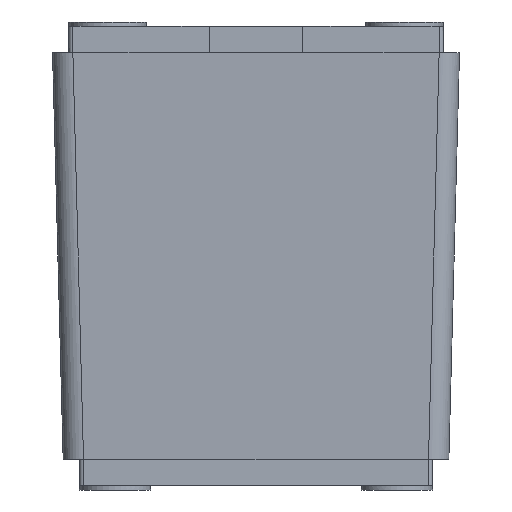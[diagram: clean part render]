
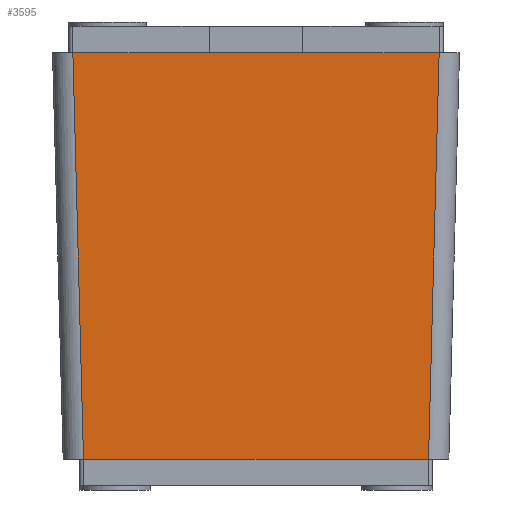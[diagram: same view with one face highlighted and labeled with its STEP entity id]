
A CAD part, left-side view. The second image highlights one B-rep face of the part: STEP entity #3595.
In plain terms, the highlighted planar face has unit normal (-1, 0, -0.026).
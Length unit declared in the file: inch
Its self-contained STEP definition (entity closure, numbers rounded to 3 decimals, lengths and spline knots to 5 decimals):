
#152=PLANE('',#3997);
#409=FACE_OUTER_BOUND('',#619,.T.);
#619=EDGE_LOOP('',(#3256,#3257,#3258,#3259,#3260,#3261));
#761=LINE('',#6309,#1029);
#765=LINE('',#6325,#1033);
#870=LINE('',#7109,#1138);
#893=LINE('',#7231,#1161);
#894=LINE('',#7232,#1162);
#895=LINE('',#7233,#1163);
#1029=VECTOR('',#4569,0.26379);
#1033=VECTOR('',#4581,0.26379);
#1138=VECTOR('',#4940,0.78794);
#1161=VECTOR('',#5001,0.78794);
#1162=VECTOR('',#5002,0.66745);
#1163=VECTOR('',#5003,0.1811);
#1641=VERTEX_POINT('',#6306);
#1642=VERTEX_POINT('',#6308);
#1649=VERTEX_POINT('',#6322);
#1650=VERTEX_POINT('',#6324);
#1728=VERTEX_POINT('',#7108);
#1736=VERTEX_POINT('',#7230);
#2063=EDGE_CURVE('',#1641,#1642,#761,.T.);
#2071=EDGE_CURVE('',#1649,#1650,#765,.T.);
#2237=EDGE_CURVE('',#1728,#1642,#870,.T.);
#2263=EDGE_CURVE('',#1736,#1649,#893,.T.);
#2264=EDGE_CURVE('',#1736,#1728,#894,.T.);
#2265=EDGE_CURVE('',#1650,#1641,#895,.T.);
#3256=ORIENTED_EDGE('',*,*,#2071,.F.);
#3257=ORIENTED_EDGE('',*,*,#2263,.F.);
#3258=ORIENTED_EDGE('',*,*,#2264,.T.);
#3259=ORIENTED_EDGE('',*,*,#2237,.T.);
#3260=ORIENTED_EDGE('',*,*,#2063,.F.);
#3261=ORIENTED_EDGE('',*,*,#2265,.F.);
#3595=ADVANCED_FACE('',(#409),#152,.T.);
#3997=AXIS2_PLACEMENT_3D('',#7229,#4999,#5000);
#4569=DIRECTION('',(0.,-1.,0.));
#4581=DIRECTION('',(0.,-1.,0.));
#4940=DIRECTION('',(-0.026,-0.026,0.999));
#4999=DIRECTION('center_axis',(-1.,0.,-0.026));
#5000=DIRECTION('ref_axis',(-0.026,0.,1.));
#5001=DIRECTION('',(-0.026,0.026,0.999));
#5002=DIRECTION('',(0.,-1.,0.));
#5003=DIRECTION('',(0.,-1.,0.));
#6306=CARTESIAN_POINT('',(-0.7874,-0.09055,0.7874));
#6308=CARTESIAN_POINT('',(-0.7874,-0.35434,0.7874));
#6309=CARTESIAN_POINT('',(-0.7874,-0.09055,0.7874));
#6322=CARTESIAN_POINT('',(-0.7874,0.35434,0.7874));
#6324=CARTESIAN_POINT('',(-0.7874,0.09055,0.7874));
#6325=CARTESIAN_POINT('',(-0.7874,0.35434,0.7874));
#7108=CARTESIAN_POINT('',(-0.76678,-0.33373,0.));
#7109=CARTESIAN_POINT('',(-0.76678,-0.33373,0.));
#7229=CARTESIAN_POINT('Origin',(-0.7874,0.45631,0.7874));
#7230=CARTESIAN_POINT('',(-0.76678,0.33373,0.));
#7231=CARTESIAN_POINT('',(-0.76678,0.33373,0.));
#7232=CARTESIAN_POINT('',(-0.76678,0.33373,0.));
#7233=CARTESIAN_POINT('',(-0.7874,0.09055,0.7874));
